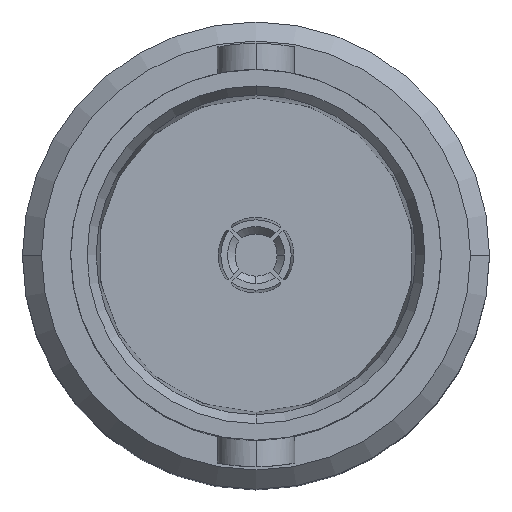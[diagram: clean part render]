
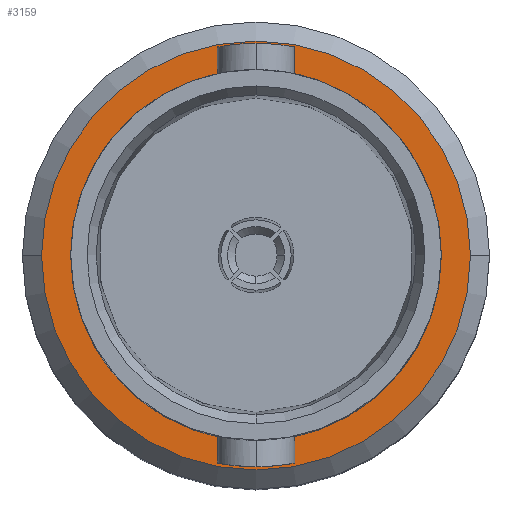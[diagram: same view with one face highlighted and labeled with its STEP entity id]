
A CAD part, top view. The second image highlights one B-rep face of the part: STEP entity #3159.
In plain terms, the highlighted planar face has unit normal (0, 0, 1).
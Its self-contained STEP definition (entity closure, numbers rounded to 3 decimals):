
#435 = VERTEX_POINT ( 'NONE', #2067 ) ;
#688 = CIRCLE ( 'NONE', #5218, 4.84 ) ;
#894 = CARTESIAN_POINT ( 'NONE',  ( 5.6, 0., 0. ) ) ;
#1825 = AXIS2_PLACEMENT_3D ( 'NONE', #6857, #2835, #7541 ) ;
#2067 = CARTESIAN_POINT ( 'NONE',  ( -5.6, 0., 0. ) ) ;
#2092 = VERTEX_POINT ( 'NONE', #5432 ) ;
#2278 = DIRECTION ( 'NONE',  ( 0., 0., -1. ) ) ;
#2319 = CARTESIAN_POINT ( 'NONE',  ( 0., 0., 0. ) ) ;
#2835 = DIRECTION ( 'NONE',  ( 0., 0., 1. ) ) ;
#2872 = CIRCLE ( 'NONE', #1825, 4.84 ) ;
#2983 = DIRECTION ( 'NONE',  ( 1., 0., 0. ) ) ;
#2994 = AXIS2_PLACEMENT_3D ( 'NONE', #7377, #3332, #8043 ) ;
#3159 = ADVANCED_FACE ( 'NONE', ( #3369, #8517 ), #3560, .F. ) ;
#3332 = DIRECTION ( 'NONE',  ( 0., 0., 1. ) ) ;
#3369 = FACE_BOUND ( 'NONE', #6910, .T. ) ;
#3434 = CIRCLE ( 'NONE', #2994, 5.6 ) ;
#3483 = EDGE_CURVE ( 'NONE', #435, #5806, #7416, .T. ) ;
#3560 = PLANE ( 'NONE',  #8199 ) ;
#3620 = CARTESIAN_POINT ( 'NONE',  ( 0., 0., 0. ) ) ;
#3827 = EDGE_LOOP ( 'NONE', ( #4971, #4771 ) ) ;
#3909 = EDGE_CURVE ( 'NONE', #7586, #2092, #2872, .T. ) ;
#4247 = ORIENTED_EDGE ( 'NONE', *, *, #3909, .F. ) ;
#4263 = CARTESIAN_POINT ( 'NONE',  ( 4.84, 0., 0. ) ) ;
#4321 = DIRECTION ( 'NONE',  ( -1., 0., 0. ) ) ;
#4550 = AXIS2_PLACEMENT_3D ( 'NONE', #2319, #7012, #2983 ) ;
#4575 = ORIENTED_EDGE ( 'NONE', *, *, #6453, .F. ) ;
#4771 = ORIENTED_EDGE ( 'NONE', *, *, #5173, .T. ) ;
#4971 = ORIENTED_EDGE ( 'NONE', *, *, #3483, .T. ) ;
#5173 = EDGE_CURVE ( 'NONE', #5806, #435, #3434, .T. ) ;
#5218 = AXIS2_PLACEMENT_3D ( 'NONE', #3620, #8330, #4321 ) ;
#5432 = CARTESIAN_POINT ( 'NONE',  ( -4.84, 0., 0. ) ) ;
#5806 = VERTEX_POINT ( 'NONE', #894 ) ;
#6270 = CARTESIAN_POINT ( 'NONE',  ( 0., 5.6, 0. ) ) ;
#6453 = EDGE_CURVE ( 'NONE', #2092, #7586, #688, .T. ) ;
#6857 = CARTESIAN_POINT ( 'NONE',  ( 0., 0., 0. ) ) ;
#6910 = EDGE_LOOP ( 'NONE', ( #4247, #4575 ) ) ;
#6963 = DIRECTION ( 'NONE',  ( -1., 0., 0. ) ) ;
#7012 = DIRECTION ( 'NONE',  ( 0., 0., 1. ) ) ;
#7377 = CARTESIAN_POINT ( 'NONE',  ( 0., 0., 0. ) ) ;
#7416 = CIRCLE ( 'NONE', #4550, 5.6 ) ;
#7541 = DIRECTION ( 'NONE',  ( -1., 0., 0. ) ) ;
#7586 = VERTEX_POINT ( 'NONE', #4263 ) ;
#8043 = DIRECTION ( 'NONE',  ( 1., 0., 0. ) ) ;
#8199 = AXIS2_PLACEMENT_3D ( 'NONE', #6270, #2278, #6963 ) ;
#8330 = DIRECTION ( 'NONE',  ( 0., 0., 1. ) ) ;
#8517 = FACE_OUTER_BOUND ( 'NONE', #3827, .T. ) ;
